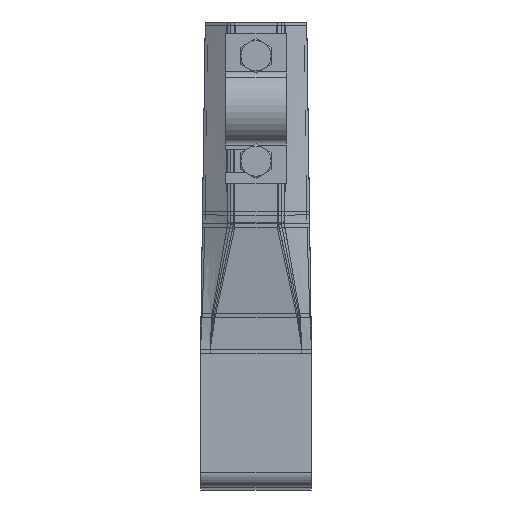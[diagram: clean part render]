
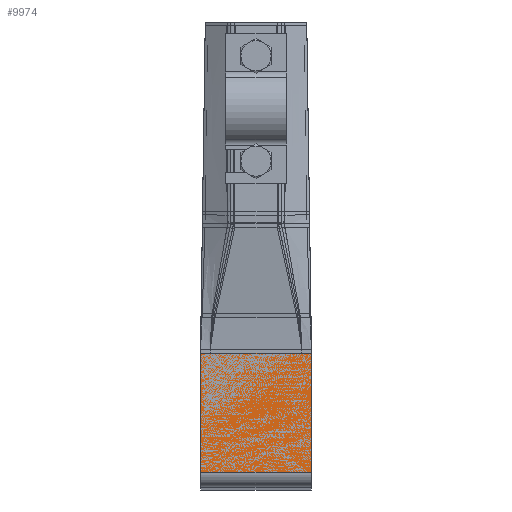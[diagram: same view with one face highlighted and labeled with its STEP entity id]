
A CAD part, top view. The second image highlights one B-rep face of the part: STEP entity #9974.
In plain terms, the highlighted face is planar.
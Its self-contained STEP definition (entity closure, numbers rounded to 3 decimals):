
#629 = LINE ( 'NONE', #13765, #11134 ) ;
#1406 = EDGE_CURVE ( 'NONE', #7021, #6214, #7336, .T. ) ;
#1477 = CARTESIAN_POINT ( 'NONE',  ( 0., 2., 0. ) ) ;
#1871 = DIRECTION ( 'NONE',  ( -1., 0., 0. ) ) ;
#2422 = VERTEX_POINT ( 'NONE', #6738 ) ;
#2617 = EDGE_CURVE ( 'NONE', #7683, #4495, #10624, .T. ) ;
#2673 = VECTOR ( 'NONE', #5032, 1000. ) ;
#2678 = VERTEX_POINT ( 'NONE', #9619 ) ;
#2867 = LINE ( 'NONE', #7258, #8657 ) ;
#2904 = CARTESIAN_POINT ( 'NONE',  ( 31.66, 2., -12.25 ) ) ;
#3179 = DIRECTION ( 'NONE',  ( 1., 0., 0. ) ) ;
#3472 = ORIENTED_EDGE ( 'NONE', *, *, #10901, .T. ) ;
#3535 = DIRECTION ( 'NONE',  ( 0., 0., -1. ) ) ;
#3662 = CARTESIAN_POINT ( 'NONE',  ( 31.66, 2., -14.75 ) ) ;
#4039 = VECTOR ( 'NONE', #6778, 1000. ) ;
#4101 = EDGE_CURVE ( 'NONE', #7683, #7021, #2867, .T. ) ;
#4154 = ORIENTED_EDGE ( 'NONE', *, *, #4101, .T. ) ;
#4495 = VERTEX_POINT ( 'NONE', #11092 ) ;
#4630 = DIRECTION ( 'NONE',  ( 0., -1., 0. ) ) ;
#4855 = ORIENTED_EDGE ( 'NONE', *, *, #1406, .T. ) ;
#5032 = DIRECTION ( 'NONE',  ( 0., 0., 1. ) ) ;
#6008 = PLANE ( 'NONE',  #10218 ) ;
#6214 = VERTEX_POINT ( 'NONE', #9590 ) ;
#6738 = CARTESIAN_POINT ( 'NONE',  ( 31.66, 2., 14.75 ) ) ;
#6778 = DIRECTION ( 'NONE',  ( 0., 0., -1. ) ) ;
#7021 = VERTEX_POINT ( 'NONE', #3662 ) ;
#7170 = EDGE_LOOP ( 'NONE', ( #13342, #11441, #4154, #4855, #3472, #9052 ) ) ;
#7258 = CARTESIAN_POINT ( 'NONE',  ( 31.66, 2., 14.75 ) ) ;
#7336 = LINE ( 'NONE', #12715, #12095 ) ;
#7382 = VECTOR ( 'NONE', #3179, 1000. ) ;
#7683 = VERTEX_POINT ( 'NONE', #2904 ) ;
#8657 = VECTOR ( 'NONE', #11648, 1000. ) ;
#9052 = ORIENTED_EDGE ( 'NONE', *, *, #9192, .T. ) ;
#9192 = EDGE_CURVE ( 'NONE', #2678, #2422, #10061, .T. ) ;
#9237 = FACE_OUTER_BOUND ( 'NONE', #7170, .T. ) ;
#9590 = CARTESIAN_POINT ( 'NONE',  ( 0., 2., -14.75 ) ) ;
#9619 = CARTESIAN_POINT ( 'NONE',  ( 0., 2., 14.75 ) ) ;
#9974 = ADVANCED_FACE ( 'NONE', ( #9237 ), #6008, .F. ) ;
#10026 = EDGE_CURVE ( 'NONE', #2422, #4495, #13686, .T. ) ;
#10061 = LINE ( 'NONE', #13035, #7382 ) ;
#10218 = AXIS2_PLACEMENT_3D ( 'NONE', #1477, #4630, #3535 ) ;
#10558 = CARTESIAN_POINT ( 'NONE',  ( 31.66, 2., -12.25 ) ) ;
#10624 = LINE ( 'NONE', #10558, #2673 ) ;
#10901 = EDGE_CURVE ( 'NONE', #6214, #2678, #629, .T. ) ;
#11092 = CARTESIAN_POINT ( 'NONE',  ( 31.66, 2., 12.25 ) ) ;
#11134 = VECTOR ( 'NONE', #12746, 1000. ) ;
#11441 = ORIENTED_EDGE ( 'NONE', *, *, #2617, .F. ) ;
#11648 = DIRECTION ( 'NONE',  ( 0., 0., -1. ) ) ;
#12095 = VECTOR ( 'NONE', #1871, 1000. ) ;
#12307 = CARTESIAN_POINT ( 'NONE',  ( 31.66, 2., 14.75 ) ) ;
#12715 = CARTESIAN_POINT ( 'NONE',  ( 0., 2., -14.75 ) ) ;
#12746 = DIRECTION ( 'NONE',  ( 0., 0., 1. ) ) ;
#13035 = CARTESIAN_POINT ( 'NONE',  ( 0., 2., 14.75 ) ) ;
#13342 = ORIENTED_EDGE ( 'NONE', *, *, #10026, .T. ) ;
#13686 = LINE ( 'NONE', #12307, #4039 ) ;
#13765 = CARTESIAN_POINT ( 'NONE',  ( 0., 2., 14.75 ) ) ;
